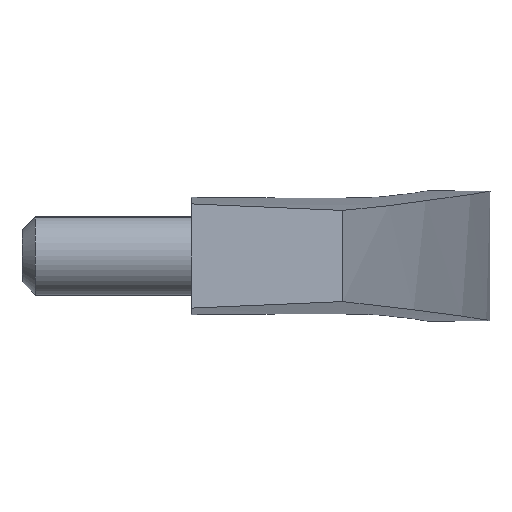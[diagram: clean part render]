
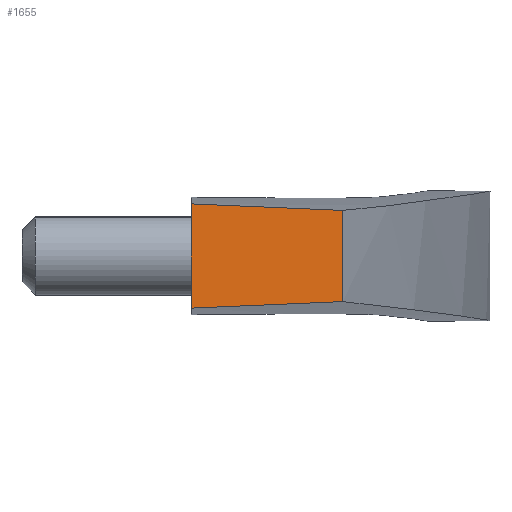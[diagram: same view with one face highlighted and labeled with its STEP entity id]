
A CAD part, left-side view. The second image highlights one B-rep face of the part: STEP entity #1655.
In plain terms, the highlighted free-form (B-spline) face has degree [1, 1] with [2, 2] control points.
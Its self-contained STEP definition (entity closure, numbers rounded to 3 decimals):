
#865=CARTESIAN_POINT('',(-51.,3.5,11.624));
#866=VERTEX_POINT('',#865);
#936=CARTESIAN_POINT('',(-51.,-3.5,11.624));
#937=VERTEX_POINT('',#936);
#938=CARTESIAN_POINT('',(-51.,-3.5,11.624));
#939=CARTESIAN_POINT('',(-51.,3.5,11.624));
#940=QUASI_UNIFORM_CURVE('',1,(#938,#939),.UNSPECIFIED.,.F.,.U.);
#941=EDGE_CURVE('',#937,#866,#940,.T.);
#1602=CARTESIAN_POINT('',(-52.,-4.0,0.));
#1603=VERTEX_POINT('',#1602);
#1612=CARTESIAN_POINT('',(-52.,4.,0.));
#1613=VERTEX_POINT('',#1612);
#1614=CARTESIAN_POINT('',(-52.,-4.0,0.));
#1615=CARTESIAN_POINT('',(-52.,4.,0.));
#1616=QUASI_UNIFORM_CURVE('',1,(#1614,#1615),.UNSPECIFIED.,.F.,.U.);
#1617=EDGE_CURVE('',#1603,#1613,#1616,.T.);
#1636=CARTESIAN_POINT('',(-52.05,-4.4,-0.581));
#1637=CARTESIAN_POINT('',(-50.95,-4.4,12.204));
#1638=CARTESIAN_POINT('',(-52.05,4.4,-0.581));
#1639=CARTESIAN_POINT('',(-50.95,4.4,12.204));
#1640=B_SPLINE_SURFACE_WITH_KNOTS('',1,1,((#1636,#1638),(#1637,#1639)),.UNSPECIFIED.,.F.,.F.,.U.,(2,2),(2,2),(0.0,12.832),(0.0,8.799),.UNSPECIFIED.);
#1641=CARTESIAN_POINT('',(-51.,-3.5,11.624));
#1642=CARTESIAN_POINT('',(-52.,-4.0,0.));
#1643=QUASI_UNIFORM_CURVE('',1,(#1641,#1642),.UNSPECIFIED.,.F.,.U.);
#1644=EDGE_CURVE('',#937,#1603,#1643,.T.);
#1645=ORIENTED_EDGE('',*,*,#1644,.F.);
#1646=ORIENTED_EDGE('',*,*,#941,.T.);
#1647=CARTESIAN_POINT('',(-52.,4.,0.));
#1648=CARTESIAN_POINT('',(-51.,3.5,11.624));
#1649=QUASI_UNIFORM_CURVE('',1,(#1647,#1648),.UNSPECIFIED.,.F.,.U.);
#1650=EDGE_CURVE('',#1613,#866,#1649,.T.);
#1651=ORIENTED_EDGE('',*,*,#1650,.F.);
#1652=ORIENTED_EDGE('',*,*,#1617,.F.);
#1653=EDGE_LOOP('',(#1645,#1646,#1651,#1652));
#1654=FACE_OUTER_BOUND('',#1653,.T.);
#1655=ADVANCED_FACE('',(#1654),#1640,.T.);
